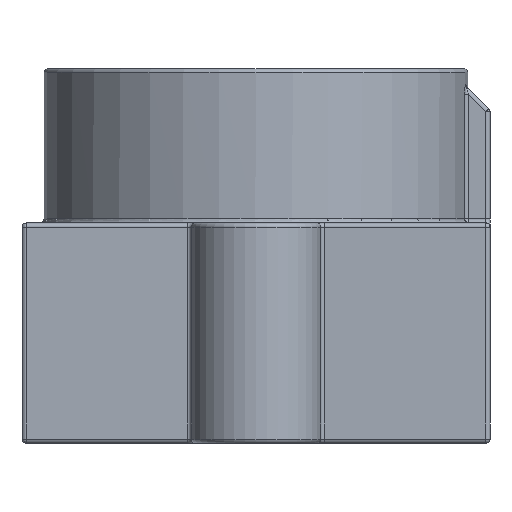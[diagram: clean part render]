
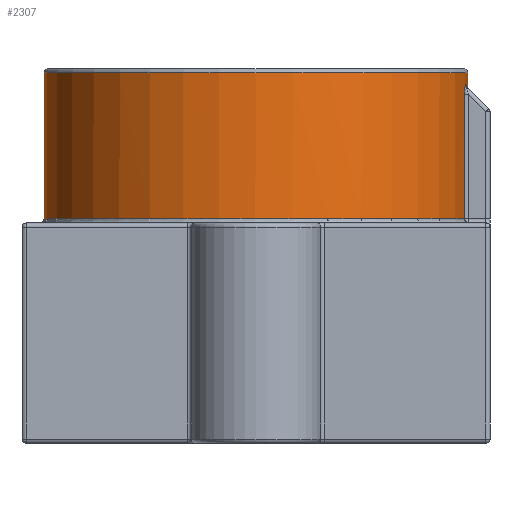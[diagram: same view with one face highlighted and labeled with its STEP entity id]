
A CAD part, left-side view. The second image highlights one B-rep face of the part: STEP entity #2307.
In plain terms, the highlighted cylindrical face has radius 7.7 mm (diameter 15.4 mm), a full revolution.
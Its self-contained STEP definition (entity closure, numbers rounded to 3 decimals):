
#16=ELLIPSE('',#2473,10.996,7.7);
#151=CIRCLE('',#2528,7.7);
#152=CIRCLE('',#2529,7.7);
#156=CIRCLE('',#2535,7.7);
#157=CIRCLE('',#2536,7.7);
#306=FACE_OUTER_BOUND('',#467,.T.);
#467=EDGE_LOOP('',(#1711,#1712,#1713,#1714,#1715,#1716,#1717,#1718,#1719,
#1720,#1721));
#621=B_SPLINE_CURVE_WITH_KNOTS('',3,(#5006,#5007,#5008,#5009,#5010,#5011),
 .UNSPECIFIED.,.F.,.F.,(4,1,1,4),(0.,0.016,0.023,
0.055),.UNSPECIFIED.);
#622=B_SPLINE_CURVE_WITH_KNOTS('',3,(#5066,#5067,#5068,#5069,#5070,#5071),
 .UNSPECIFIED.,.F.,.F.,(4,1,1,4),(-0.055,-0.023,
-0.016,0.),.UNSPECIFIED.);
#666=LINE('',#4965,#800);
#668=LINE('',#5082,#802);
#708=LINE('',#5243,#842);
#800=VECTOR('',#2864,10.);
#802=VECTOR('',#2880,10.);
#842=VECTOR('',#3034,7.7);
#972=VERTEX_POINT('',#4956);
#975=VERTEX_POINT('',#4963);
#977=VERTEX_POINT('',#5004);
#979=VERTEX_POINT('',#5029);
#981=VERTEX_POINT('',#5064);
#983=VERTEX_POINT('',#5080);
#1043=VERTEX_POINT('',#5230);
#1044=VERTEX_POINT('',#5232);
#1047=VERTEX_POINT('',#5242);
#1204=EDGE_CURVE('',#975,#972,#666,.T.);
#1208=EDGE_CURVE('',#977,#975,#621,.T.);
#1210=EDGE_CURVE('',#979,#977,#16,.T.);
#1213=EDGE_CURVE('',#981,#979,#622,.T.);
#1216=EDGE_CURVE('',#983,#981,#668,.T.);
#1291=EDGE_CURVE('',#1043,#1044,#151,.T.);
#1292=EDGE_CURVE('',#1044,#1043,#152,.T.);
#1296=EDGE_CURVE('',#1044,#1047,#708,.T.);
#1297=EDGE_CURVE('',#972,#1047,#156,.T.);
#1298=EDGE_CURVE('',#1047,#983,#157,.T.);
#1711=ORIENTED_EDGE('',*,*,#1292,.F.);
#1712=ORIENTED_EDGE('',*,*,#1296,.T.);
#1713=ORIENTED_EDGE('',*,*,#1297,.F.);
#1714=ORIENTED_EDGE('',*,*,#1204,.F.);
#1715=ORIENTED_EDGE('',*,*,#1208,.F.);
#1716=ORIENTED_EDGE('',*,*,#1210,.F.);
#1717=ORIENTED_EDGE('',*,*,#1213,.F.);
#1718=ORIENTED_EDGE('',*,*,#1216,.F.);
#1719=ORIENTED_EDGE('',*,*,#1298,.F.);
#1720=ORIENTED_EDGE('',*,*,#1296,.F.);
#1721=ORIENTED_EDGE('',*,*,#1291,.F.);
#2207=CYLINDRICAL_SURFACE('',#2534,7.7);
#2307=ADVANCED_FACE('',(#306),#2207,.T.);
#2473=AXIS2_PLACEMENT_3D('',#5031,#2870,#2871);
#2528=AXIS2_PLACEMENT_3D('',#5233,#3020,#3021);
#2529=AXIS2_PLACEMENT_3D('',#5234,#3022,#3023);
#2534=AXIS2_PLACEMENT_3D('',#5241,#3032,#3033);
#2535=AXIS2_PLACEMENT_3D('',#5244,#3035,#3036);
#2536=AXIS2_PLACEMENT_3D('',#5245,#3037,#3038);
#2864=DIRECTION('',(0.,0.,-1.));
#2870=DIRECTION('center_axis',(0.,0.714,-0.7));
#2871=DIRECTION('ref_axis',(0.,-0.7,-0.714));
#2880=DIRECTION('',(0.,0.,1.));
#3020=DIRECTION('center_axis',(0.,0.,1.));
#3021=DIRECTION('ref_axis',(-1.,0.,0.));
#3022=DIRECTION('center_axis',(0.,0.,1.));
#3023=DIRECTION('ref_axis',(-1.,0.,0.));
#3032=DIRECTION('center_axis',(0.,0.,1.));
#3033=DIRECTION('ref_axis',(-1.,0.,0.));
#3034=DIRECTION('',(0.,0.,-1.));
#3035=DIRECTION('center_axis',(0.,0.,-1.));
#3036=DIRECTION('ref_axis',(0.,1.,0.));
#3037=DIRECTION('center_axis',(0.,0.,-1.));
#3038=DIRECTION('ref_axis',(0.,1.,0.));
#4956=CARTESIAN_POINT('',(-1.373,-7.577,8.15));
#4963=CARTESIAN_POINT('',(-1.373,-7.577,12.664));
#4965=CARTESIAN_POINT('',(-1.373,-7.577,8.));
#5004=CARTESIAN_POINT('',(-1.079,-7.624,13.04));
#5006=CARTESIAN_POINT('Ctrl Pts',(-1.079,-7.624,13.04));
#5007=CARTESIAN_POINT('Ctrl Pts',(-1.129,-7.617,13.047));
#5008=CARTESIAN_POINT('Ctrl Pts',(-1.207,-7.605,13.028));
#5009=CARTESIAN_POINT('Ctrl Pts',(-1.341,-7.583,12.904));
#5010=CARTESIAN_POINT('Ctrl Pts',(-1.373,-7.577,12.768));
#5011=CARTESIAN_POINT('Ctrl Pts',(-1.373,-7.577,12.664));
#5029=CARTESIAN_POINT('',(1.079,-7.624,13.04));
#5031=CARTESIAN_POINT('Origin',(0.,0.,20.812));
#5064=CARTESIAN_POINT('',(1.373,-7.577,12.664));
#5066=CARTESIAN_POINT('Ctrl Pts',(1.373,-7.577,12.664));
#5067=CARTESIAN_POINT('Ctrl Pts',(1.373,-7.577,12.768));
#5068=CARTESIAN_POINT('Ctrl Pts',(1.341,-7.583,12.904));
#5069=CARTESIAN_POINT('Ctrl Pts',(1.208,-7.605,13.028));
#5070=CARTESIAN_POINT('Ctrl Pts',(1.129,-7.617,13.047));
#5071=CARTESIAN_POINT('Ctrl Pts',(1.079,-7.624,13.04));
#5080=CARTESIAN_POINT('',(1.373,-7.577,8.15));
#5082=CARTESIAN_POINT('',(1.373,-7.577,8.));
#5230=CARTESIAN_POINT('',(-7.7,0.,13.45));
#5232=CARTESIAN_POINT('',(7.7,0.,13.45));
#5233=CARTESIAN_POINT('Origin',(0.,0.,13.45));
#5234=CARTESIAN_POINT('Origin',(0.,0.,13.45));
#5241=CARTESIAN_POINT('Origin',(0.,0.,8.));
#5242=CARTESIAN_POINT('',(7.7,0.,8.15));
#5243=CARTESIAN_POINT('',(7.7,0.,8.));
#5244=CARTESIAN_POINT('Origin',(0.,0.,8.15));
#5245=CARTESIAN_POINT('Origin',(0.,0.,8.15));
